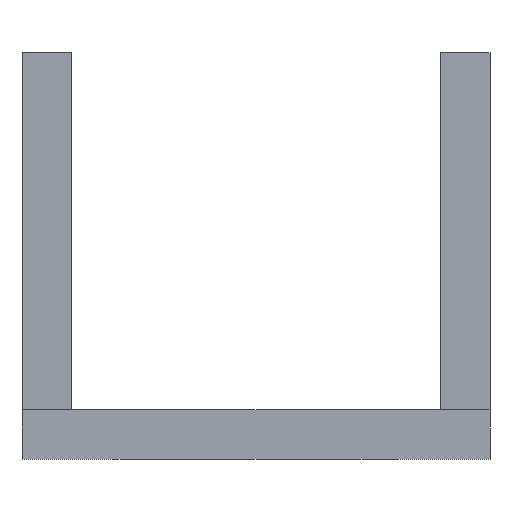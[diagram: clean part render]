
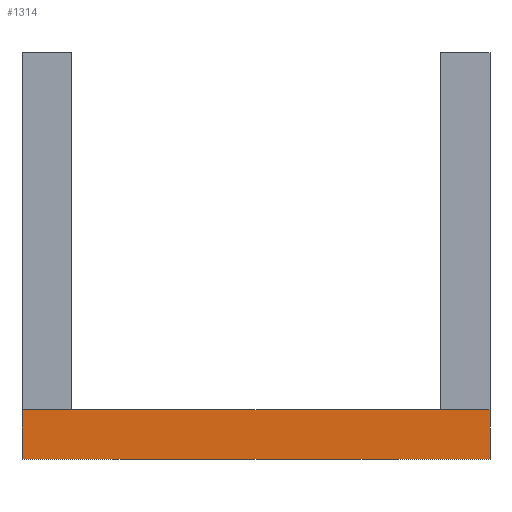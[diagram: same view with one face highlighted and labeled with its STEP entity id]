
A CAD part, front view. The second image highlights one B-rep face of the part: STEP entity #1314.
In plain terms, the highlighted planar face has unit normal (0, -1, 0).
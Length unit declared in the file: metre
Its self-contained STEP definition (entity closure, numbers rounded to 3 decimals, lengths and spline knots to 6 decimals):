
#176=ORIENTED_EDGE('',*,*,#512,.T.);
#177=ORIENTED_EDGE('',*,*,#513,.F.);
#178=ORIENTED_EDGE('',*,*,#468,.F.);
#179=ORIENTED_EDGE('',*,*,#514,.T.);
#468=EDGE_CURVE('',#639,#640,#767,.T.);
#512=EDGE_CURVE('',#674,#675,#803,.T.);
#513=EDGE_CURVE('',#640,#675,#804,.T.);
#514=EDGE_CURVE('',#639,#674,#805,.T.);
#639=VERTEX_POINT('',#1935);
#640=VERTEX_POINT('',#1937);
#674=VERTEX_POINT('',#2024);
#675=VERTEX_POINT('',#2025);
#767=LINE('',#1936,#899);
#803=LINE('',#2023,#935);
#804=LINE('',#2026,#936);
#805=LINE('',#2027,#937);
#899=VECTOR('',#1556,1.);
#935=VECTOR('',#1626,1.);
#936=VECTOR('',#1627,1.);
#937=VECTOR('',#1628,1.);
#1021=EDGE_LOOP('',(#176,#177,#178,#179));
#1151=FACE_BOUND('',#1021,.T.);
#1268=PLANE('',#1407);
#1314=ADVANCED_FACE('',(#1151),#1268,.T.);
#1407=AXIS2_PLACEMENT_3D('',#2022,#1624,#1625);
#1556=DIRECTION('',(0.,0.,-1.));
#1624=DIRECTION('',(0.,-1.,0.));
#1625=DIRECTION('',(-1.,0.,0.));
#1626=DIRECTION('',(0.,0.,-1.));
#1627=DIRECTION('',(-1.,0.,0.));
#1628=DIRECTION('',(-1.,0.,0.));
#1935=CARTESIAN_POINT('',(0.205175,-0.145,0.0011));
#1936=CARTESIAN_POINT('',(0.205175,-0.145,0.0045));
#1937=CARTESIAN_POINT('',(0.205175,-0.145,0.));
#2022=CARTESIAN_POINT('',(0.2,-0.145,0.0045));
#2023=CARTESIAN_POINT('',(0.194825,-0.145,0.0045));
#2024=CARTESIAN_POINT('',(0.194825,-0.145,0.0011));
#2025=CARTESIAN_POINT('',(0.194825,-0.145,0.));
#2026=CARTESIAN_POINT('',(0.2,-0.145,0.));
#2027=CARTESIAN_POINT('',(0.2,-0.145,0.0011));
